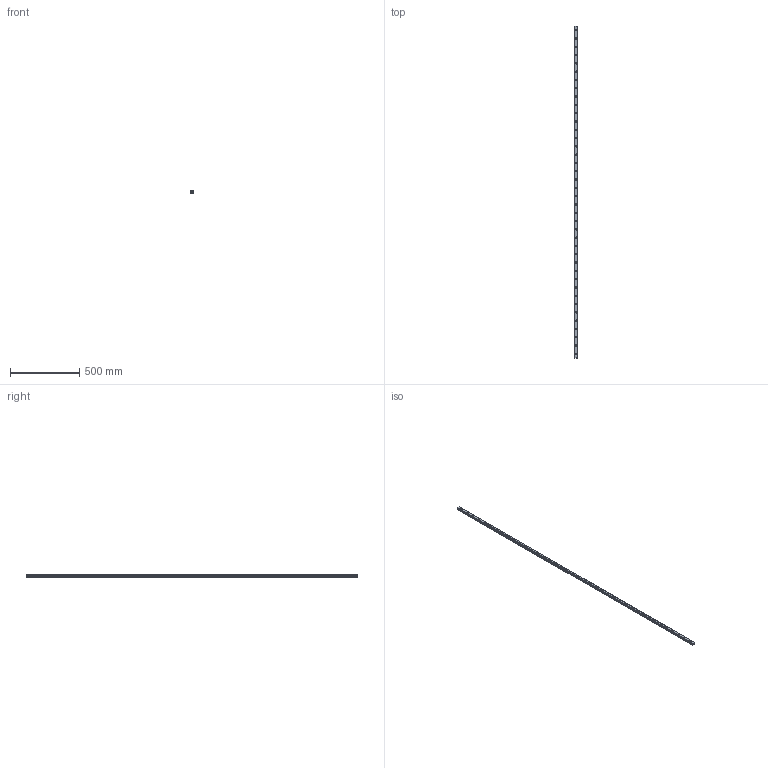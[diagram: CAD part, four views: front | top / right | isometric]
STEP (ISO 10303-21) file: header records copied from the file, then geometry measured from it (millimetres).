
FILE_DESCRIPTION(('STEP AP214'),'1');
FILE_NAME('cctmp_F9A298A8-9E87-4413-B68B-EC0313437BBA_2020_5_18_13_22_4_343..stp','2020-05-18T11:22:04',('HIWIN GmbH'),('CADClick - www.CADClick.com'),'Spatial InterOp 3D',' ','unknown authorization');
FILE_SCHEMA(('AUTOMOTIVE_DESIGN'));
Length unit declared in the file: millimetre
Products named in the file (1): HGR20R2400H_FILE
Bounding box: 20 x 2400 x 17.5 mm (x, y, z)
Volume: 686134.9 mm3; surface area: 203631.4 mm2
Topology: 1 solids, 1 shells, 467 faces, 1023 edges, 682 vertices
Faces by surface type: cylinder 262, plane 205
Entity records: 16801 total; most frequent: DIRECTION 2483, CARTESIAN_POINT 2173, ORIENTED_EDGE 2046, EDGE_CURVE 1023, AXIS2_PLACEMENT_3D 992, VERTEX_POINT 682, EDGE_LOOP 591, CIRCLE 524
